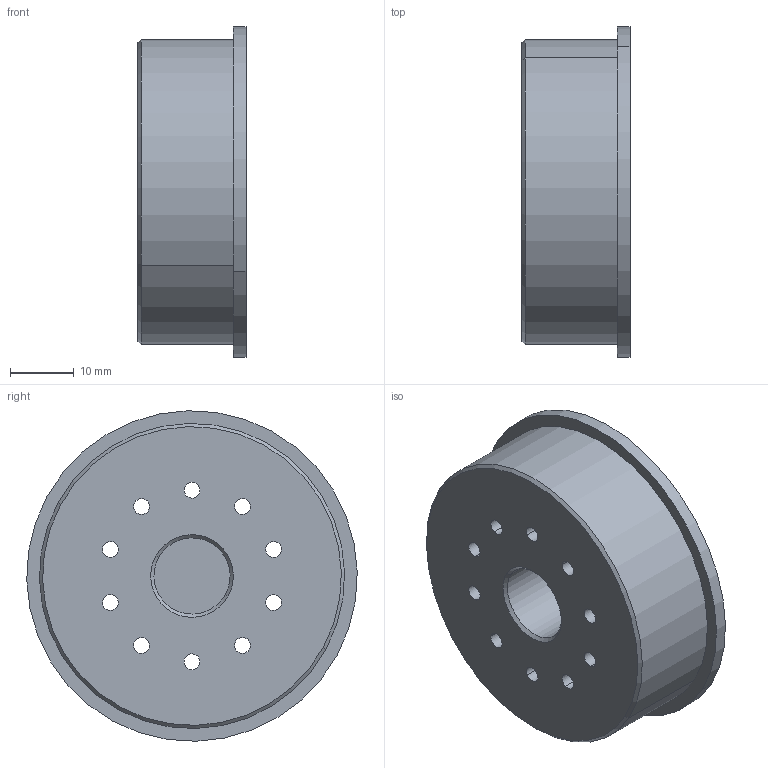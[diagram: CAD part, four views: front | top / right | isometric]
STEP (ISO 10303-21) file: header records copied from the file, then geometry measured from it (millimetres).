
FILE_DESCRIPTION(('CATIA V5 STEP Exchange'),'2;1');
FILE_NAME('Jante exterieur.stp','2022-08-01T21:22:18+00:00',('none'),('none'),'CATIA Version 5 Release 19 GA (IN-10)','CATIA V5 STEP AP203','none');
FILE_SCHEMA(('CONFIG_CONTROL_DESIGN'));
Length unit declared in the file: millimetre
Products named in the file (1): Jante extérieur
Bounding box: 17 x 51.99 x 51.99 mm (x, y, z)
Volume: 20364.2 mm3; surface area: 9062 mm2
Topology: 1 solids, 1 shells, 61 faces, 140 edges, 88 vertices
Faces by surface type: cylinder 36, torus 12, plane 9, cone 4
Entity records: 1613 total; most frequent: ORIENTED_EDGE 280, CARTESIAN_POINT 263, DIRECTION 208, EDGE_CURVE 140, AXIS2_PLACEMENT_3D 135, CIRCLE 100, EDGE_LOOP 88, VERTEX_POINT 88
